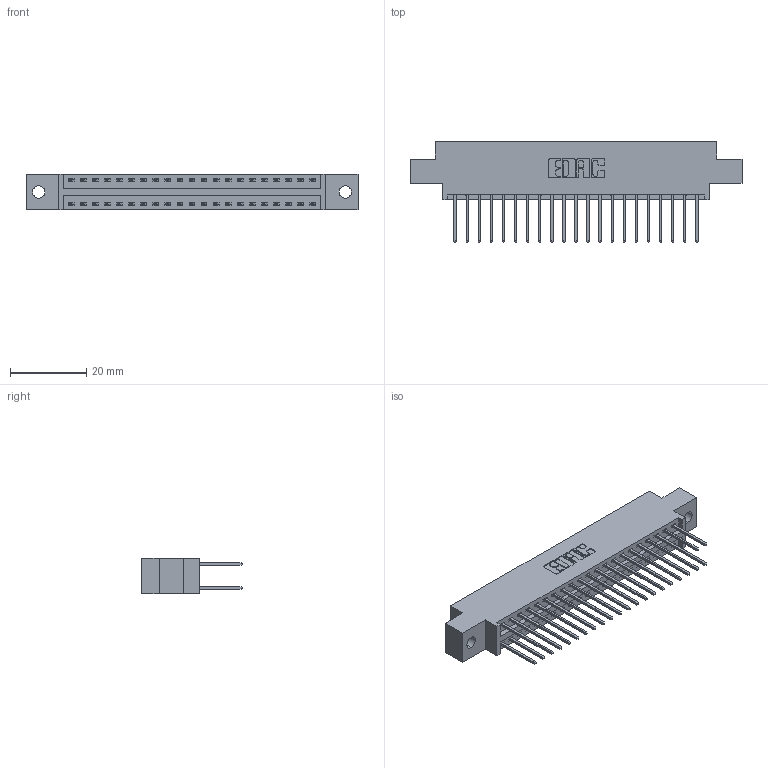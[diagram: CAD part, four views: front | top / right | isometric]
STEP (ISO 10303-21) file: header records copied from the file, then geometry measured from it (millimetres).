
FILE_DESCRIPTION (( 'STEP AP203' ), '1' );
FILE_NAME ('396-042-522-802.STEP', '2018-09-06T23:59:07', ( '' ), ( '' ), 'SwSTEP 2.0', 'SolidWorks 2016', '' );
FILE_SCHEMA (( 'CONFIG_CONTROL_DESIGN' ));
Length unit declared in the file: inch
Products named in the file (3): 346 Part_0.170 Offset - 0.128 Dia; 345-292-001_345-293-122; 396-042-522-802
Assembly tree (43 placements, depth 2):
  396-042-522-802
    346 Part_0.170 Offset - 0.128 Dia
    345-292-001_345-293-122  x42
Bounding box: 87.25 x 26.42 x 9.4 mm (x, y, z)
Volume: 8261.1 mm3; surface area: 11434.6 mm2
Topology: 43 solids, 43 shells, 2310 faces, 6851 edges, 4510 vertices
Faces by surface type: plane 1550, cylinder 760
Entity records: 16685 total; most frequent: CARTESIAN_POINT 2780, ORIENTED_EDGE 2714, DIRECTION 2501, EDGE_CURVE 1357, LINE 1141, VECTOR 1141, VERTEX_POINT 902, AXIS2_PLACEMENT_3D 680
